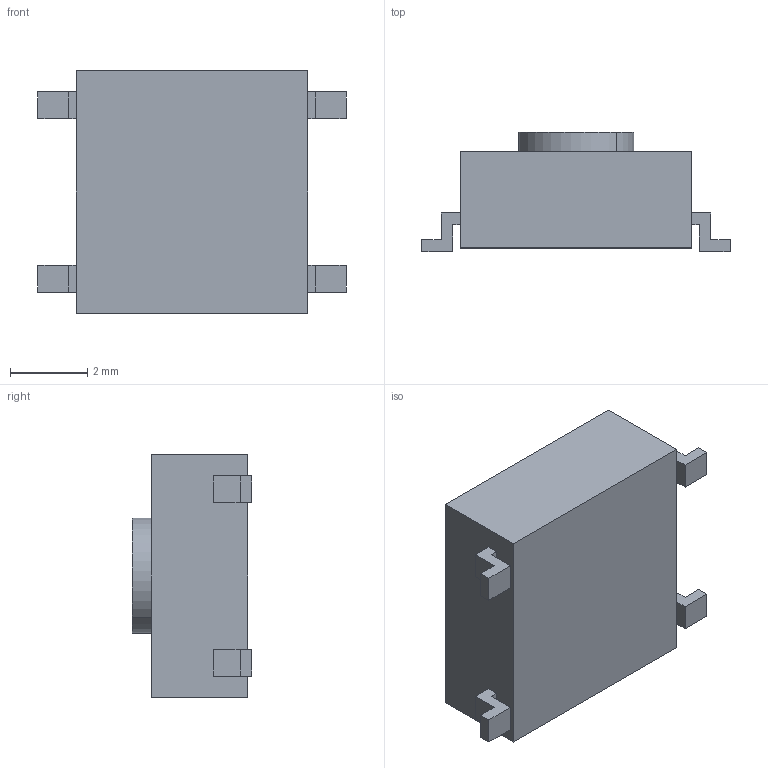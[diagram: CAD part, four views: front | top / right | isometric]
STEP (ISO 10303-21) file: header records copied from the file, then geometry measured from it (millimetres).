
FILE_DESCRIPTION(('FreeCAD Model'),'2;1');
FILE_NAME('Open CASCADE Shape Model','2025-03-22T19:45:05',( 'kicad StepUp'),('ksu MCAD'),'Open CASCADE STEP processor 7.8', 'FreeCAD','Unknown');
FILE_SCHEMA(('AUTOMOTIVE_DESIGN { 1 0 10303 214 1 1 1 1 }'));
Length unit declared in the file: millimetre
Products named in the file (3): OMRON_B3FS_100x; B3FS_1000_BASE; B3FS_1000_BUTTON
Assembly tree (2 placements, depth 2):
  OMRON_B3FS_100x
    B3FS_1000_BASE
    B3FS_1000_BUTTON
Bounding box: 8 x 3.1 x 6.3 mm (x, y, z)
Volume: 95.9 mm3; surface area: 176.1 mm2
Topology: 2 solids, 2 shells, 49 faces, 120 edges, 80 vertices
Faces by surface type: plane 45, cylinder 4
Entity records: 1488 total; most frequent: CARTESIAN_POINT 252, ORIENTED_EDGE 240, DIRECTION 232, EDGE_CURVE 120, LINE 112, VECTOR 112, VERTEX_POINT 80, AXIS2_PLACEMENT_3D 60
